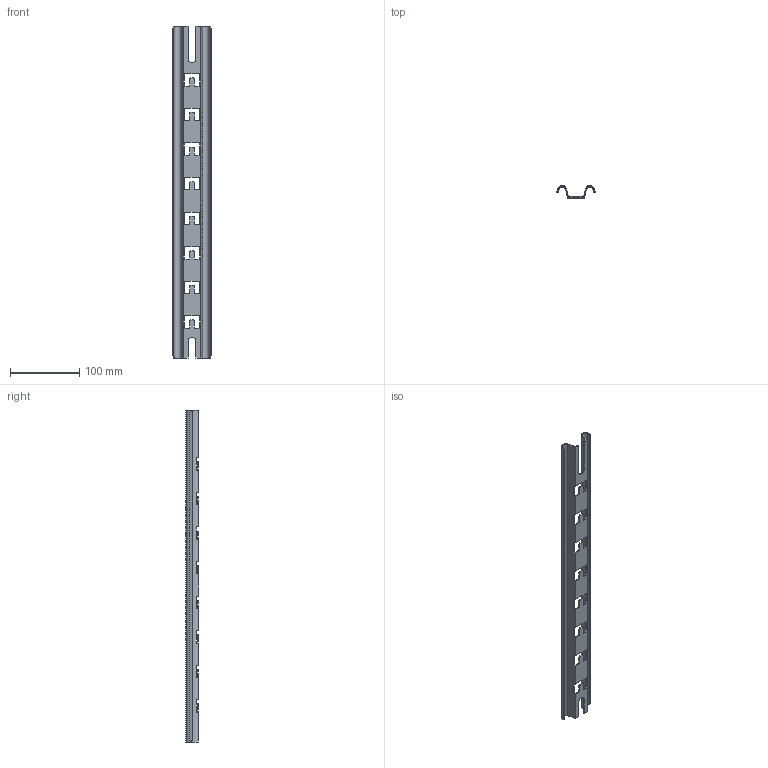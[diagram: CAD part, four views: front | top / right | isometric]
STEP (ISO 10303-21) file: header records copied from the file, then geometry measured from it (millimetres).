
FILE_DESCRIPTION (( 'STEP AP203' ), '1' );
FILE_NAME ('CLW10-VV-400 Äåðæàòåëü ãîðèçîíòàëüíûé VV 400.STEP', '2016-04-13T12:25:22', ( '' ), ( '' ), 'SwSTEP 2.0', 'SolidWorks 2014', '' );
FILE_SCHEMA (( 'CONFIG_CONTROL_DESIGN' ));
Length unit declared in the file: millimetre
Products named in the file (1): CLW10-VV-400 Äåðæàòåëü ãîðèçîíòàëüíûé VV 400
Bounding box: 55 x 17.98 x 480 mm (x, y, z)
Volume: 56332.1 mm3; surface area: 78407.3 mm2
Topology: 1 solids, 1 shells, 126 faces, 420 edges, 280 vertices
Faces by surface type: plane 100, cylinder 26
Entity records: 4645 total; most frequent: ORIENTED_EDGE 840, CARTESIAN_POINT 827, DIRECTION 726, EDGE_CURVE 420, LINE 368, VECTOR 368, VERTEX_POINT 280, AXIS2_PLACEMENT_3D 179
